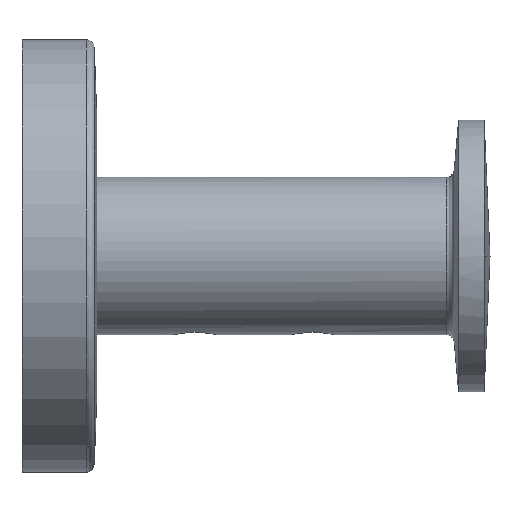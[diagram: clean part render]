
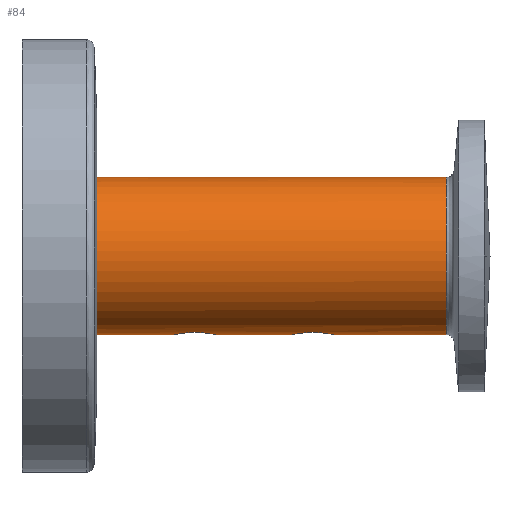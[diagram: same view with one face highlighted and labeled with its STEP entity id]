
A CAD part, left-side view. The second image highlights one B-rep face of the part: STEP entity #84.
In plain terms, the highlighted cylindrical face has radius 10 mm (diameter 20 mm), a partial arc.
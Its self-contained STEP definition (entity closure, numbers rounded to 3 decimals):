
#84=ADVANCED_FACE('',(#191),#1748,.T.);
#191=FACE_OUTER_BOUND('',#301,.T.);
#301=EDGE_LOOP('',(#483,#484,#485,#486,#487,#488,#489,#490,#491,#492));
#483=ORIENTED_EDGE('',*,*,#977,.T.);
#484=ORIENTED_EDGE('',*,*,#978,.T.);
#485=ORIENTED_EDGE('',*,*,#979,.T.);
#486=ORIENTED_EDGE('',*,*,#980,.T.);
#487=ORIENTED_EDGE('',*,*,#981,.T.);
#488=ORIENTED_EDGE('',*,*,#982,.T.);
#489=ORIENTED_EDGE('',*,*,#983,.T.);
#490=ORIENTED_EDGE('',*,*,#984,.T.);
#491=ORIENTED_EDGE('',*,*,#985,.T.);
#492=ORIENTED_EDGE('',*,*,#986,.T.);
#977=EDGE_CURVE('',#1549,#1550,#1463,.T.);
#978=EDGE_CURVE('',#1550,#1551,#1240,.T.);
#979=EDGE_CURVE('',#1551,#1552,#1241,.T.);
#980=EDGE_CURVE('',#1552,#1553,#1242,.T.);
#981=EDGE_CURVE('',#1553,#1554,#1243,.T.);
#982=EDGE_CURVE('',#1554,#1555,#1244,.T.);
#983=EDGE_CURVE('',#1555,#1556,#1245,.T.);
#984=EDGE_CURVE('',#1556,#1557,#1246,.T.);
#985=EDGE_CURVE('',#1557,#1558,#1464,.T.);
#986=EDGE_CURVE('',#1558,#1549,#1247,.T.);
#1240=B_SPLINE_CURVE_WITH_KNOTS('',1,(#5487,#5488),.UNSPECIFIED.,.F.,.F.,
(2,2),(0.,9.875),.UNSPECIFIED.);
#1241=B_SPLINE_CURVE_WITH_KNOTS('',3,(#5489,#5490,#5491,#5492,#5493,#5494,
#5495,#5496,#5497,#5498,#5499,#5500),.UNSPECIFIED.,.F.,.F.,(4,2,2,2,2,4),
(0.,0.492,0.984,1.968,2.952,
3.937),.UNSPECIFIED.);
#1242=B_SPLINE_CURVE_WITH_KNOTS('',3,(#5501,#5502,#5503,#5504,#5505,#5506,
#5507,#5508,#5509,#5510,#5511,#5512,#5513,#5514),.UNSPECIFIED.,.F.,.F.,
(4,2,2,2,2,2,4),(0.,0.983,1.475,1.966,
2.95,3.441,3.933),.UNSPECIFIED.);
#1243=B_SPLINE_CURVE_WITH_KNOTS('',1,(#5515,#5516),.UNSPECIFIED.,.F.,.F.,
(2,2),(0.,9.75),.UNSPECIFIED.);
#1244=B_SPLINE_CURVE_WITH_KNOTS('',3,(#5517,#5518,#5519,#5520,#5521,#5522,
#5523,#5524,#5525,#5526,#5527,#5528),.UNSPECIFIED.,.F.,.F.,(4,2,2,2,2,4),
(0.,0.492,0.984,1.968,2.952,
3.937),.UNSPECIFIED.);
#1245=B_SPLINE_CURVE_WITH_KNOTS('',3,(#5529,#5530,#5531,#5532,#5533,#5534,
#5535,#5536,#5537,#5538,#5539,#5540,#5541,#5542),.UNSPECIFIED.,.F.,.F.,
(4,2,2,2,2,2,4),(0.,0.983,1.475,1.966,
2.95,3.441,3.933),.UNSPECIFIED.);
#1246=B_SPLINE_CURVE_WITH_KNOTS('',1,(#5543,#5544),.UNSPECIFIED.,.F.,.F.,
(2,2),(0.,14.324),.UNSPECIFIED.);
#1247=B_SPLINE_CURVE_WITH_KNOTS('',1,(#5550,#5551),.UNSPECIFIED.,.F.,.F.,
(2,2),(0.,44.449),.UNSPECIFIED.);
#1463=(
BOUNDED_CURVE()
B_SPLINE_CURVE(2,(#5482,#5483,#5484,#5485,#5486),.UNSPECIFIED.,.F.,.F.)
B_SPLINE_CURVE_WITH_KNOTS((3,2,3),(0.,15.708,31.416),
 .UNSPECIFIED.)
CURVE()
GEOMETRIC_REPRESENTATION_ITEM()
RATIONAL_B_SPLINE_CURVE((1.,0.707,1.,0.707,1.))
REPRESENTATION_ITEM('')
);
#1464=(
BOUNDED_CURVE()
B_SPLINE_CURVE(2,(#5545,#5546,#5547,#5548,#5549),.UNSPECIFIED.,.F.,.F.)
B_SPLINE_CURVE_WITH_KNOTS((3,2,3),(0.,15.708,31.416),
 .UNSPECIFIED.)
CURVE()
GEOMETRIC_REPRESENTATION_ITEM()
RATIONAL_B_SPLINE_CURVE((1.,0.707,1.,0.707,1.))
REPRESENTATION_ITEM('')
);
#1549=VERTEX_POINT('',#5313);
#1550=VERTEX_POINT('',#5314);
#1551=VERTEX_POINT('',#5315);
#1552=VERTEX_POINT('',#5316);
#1553=VERTEX_POINT('',#5317);
#1554=VERTEX_POINT('',#5318);
#1555=VERTEX_POINT('',#5319);
#1556=VERTEX_POINT('',#5320);
#1557=VERTEX_POINT('',#5321);
#1558=VERTEX_POINT('',#5322);
#1748=CYLINDRICAL_SURFACE('',#1892,10.);
#1892=AXIS2_PLACEMENT_3D('',#2919,#1951,$);
#1951=DIRECTION('',(0.,-1.,0.));
#2919=CARTESIAN_POINT('',(0.,-31.725,0.));
#5313=CARTESIAN_POINT('',(0.,-9.5,10.));
#5314=CARTESIAN_POINT('',(0.,-9.5,-10.));
#5315=CARTESIAN_POINT('',(0.,-19.375,-10.));
#5316=CARTESIAN_POINT('',(-2.346,-22.,-9.721));
#5317=CARTESIAN_POINT('',(0.,-24.625,-10.));
#5318=CARTESIAN_POINT('',(0.,-34.375,-10.));
#5319=CARTESIAN_POINT('',(-2.346,-37.,-9.721));
#5320=CARTESIAN_POINT('',(0.,-39.625,-10.));
#5321=CARTESIAN_POINT('',(0.,-53.949,-10.));
#5322=CARTESIAN_POINT('',(0.,-53.949,10.));
#5482=CARTESIAN_POINT('',(0.,-9.5,10.));
#5483=CARTESIAN_POINT('',(-10.,-9.5,10.));
#5484=CARTESIAN_POINT('',(-10.,-9.5,0.));
#5485=CARTESIAN_POINT('',(-10.,-9.5,-10.));
#5486=CARTESIAN_POINT('',(0.,-9.5,-10.));
#5487=CARTESIAN_POINT('',(0.,-9.5,-10.));
#5488=CARTESIAN_POINT('',(0.,-19.375,-10.));
#5489=CARTESIAN_POINT('',(0.,-19.375,-10.));
#5490=CARTESIAN_POINT('',(-0.164,-19.375,-10.));
#5491=CARTESIAN_POINT('',(-0.325,-19.394,-9.996));
#5492=CARTESIAN_POINT('',(-0.643,-19.47,-9.981));
#5493=CARTESIAN_POINT('',(-0.799,-19.527,-9.969));
#5494=CARTESIAN_POINT('',(-1.234,-19.742,-9.928));
#5495=CARTESIAN_POINT('',(-1.494,-19.952,-9.89));
#5496=CARTESIAN_POINT('',(-1.911,-20.444,-9.818));
#5497=CARTESIAN_POINT('',(-2.074,-20.735,-9.783));
#5498=CARTESIAN_POINT('',(-2.29,-21.345,-9.735));
#5499=CARTESIAN_POINT('',(-2.346,-21.675,-9.721));
#5500=CARTESIAN_POINT('',(-2.346,-22.,-9.721));
#5501=CARTESIAN_POINT('',(-2.346,-22.,-9.721));
#5502=CARTESIAN_POINT('',(-2.346,-22.324,-9.721));
#5503=CARTESIAN_POINT('',(-2.291,-22.653,-9.735));
#5504=CARTESIAN_POINT('',(-2.129,-23.111,-9.771));
#5505=CARTESIAN_POINT('',(-2.061,-23.261,-9.786));
#5506=CARTESIAN_POINT('',(-1.9,-23.544,-9.818));
#5507=CARTESIAN_POINT('',(-1.808,-23.677,-9.836));
#5508=CARTESIAN_POINT('',(-1.494,-24.049,-9.89));
#5509=CARTESIAN_POINT('',(-1.236,-24.257,-9.928));
#5510=CARTESIAN_POINT('',(-0.797,-24.474,-9.969));
#5511=CARTESIAN_POINT('',(-0.644,-24.53,-9.98));
#5512=CARTESIAN_POINT('',(-0.326,-24.606,-9.996));
#5513=CARTESIAN_POINT('',(-0.162,-24.625,-10.));
#5514=CARTESIAN_POINT('',(0.,-24.625,-10.));
#5515=CARTESIAN_POINT('',(0.,-24.625,-10.));
#5516=CARTESIAN_POINT('',(0.,-34.375,-10.));
#5517=CARTESIAN_POINT('',(0.,-34.375,-10.));
#5518=CARTESIAN_POINT('',(-0.164,-34.375,-10.));
#5519=CARTESIAN_POINT('',(-0.325,-34.394,-9.996));
#5520=CARTESIAN_POINT('',(-0.643,-34.47,-9.981));
#5521=CARTESIAN_POINT('',(-0.799,-34.527,-9.969));
#5522=CARTESIAN_POINT('',(-1.234,-34.742,-9.928));
#5523=CARTESIAN_POINT('',(-1.494,-34.952,-9.89));
#5524=CARTESIAN_POINT('',(-1.911,-35.444,-9.818));
#5525=CARTESIAN_POINT('',(-2.074,-35.735,-9.783));
#5526=CARTESIAN_POINT('',(-2.29,-36.345,-9.735));
#5527=CARTESIAN_POINT('',(-2.346,-36.675,-9.721));
#5528=CARTESIAN_POINT('',(-2.346,-37.,-9.721));
#5529=CARTESIAN_POINT('',(-2.346,-37.,-9.721));
#5530=CARTESIAN_POINT('',(-2.346,-37.324,-9.721));
#5531=CARTESIAN_POINT('',(-2.291,-37.653,-9.735));
#5532=CARTESIAN_POINT('',(-2.129,-38.111,-9.771));
#5533=CARTESIAN_POINT('',(-2.061,-38.261,-9.786));
#5534=CARTESIAN_POINT('',(-1.9,-38.544,-9.818));
#5535=CARTESIAN_POINT('',(-1.808,-38.677,-9.836));
#5536=CARTESIAN_POINT('',(-1.494,-39.049,-9.89));
#5537=CARTESIAN_POINT('',(-1.236,-39.257,-9.928));
#5538=CARTESIAN_POINT('',(-0.797,-39.474,-9.969));
#5539=CARTESIAN_POINT('',(-0.644,-39.53,-9.98));
#5540=CARTESIAN_POINT('',(-0.326,-39.606,-9.996));
#5541=CARTESIAN_POINT('',(-0.162,-39.625,-10.));
#5542=CARTESIAN_POINT('',(0.,-39.625,-10.));
#5543=CARTESIAN_POINT('',(0.,-39.625,-10.));
#5544=CARTESIAN_POINT('',(0.,-53.949,-10.));
#5545=CARTESIAN_POINT('',(0.,-53.949,-10.));
#5546=CARTESIAN_POINT('',(-10.,-53.949,-10.));
#5547=CARTESIAN_POINT('',(-10.,-53.949,0.));
#5548=CARTESIAN_POINT('',(-10.,-53.949,10.));
#5549=CARTESIAN_POINT('',(0.,-53.949,10.));
#5550=CARTESIAN_POINT('',(0.,-53.949,10.));
#5551=CARTESIAN_POINT('',(0.,-9.5,10.));
